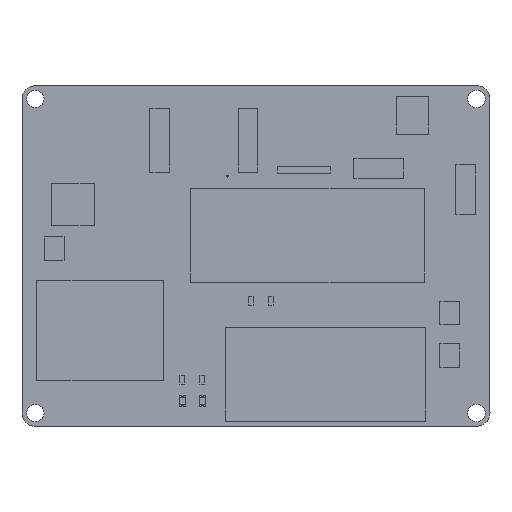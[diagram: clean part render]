
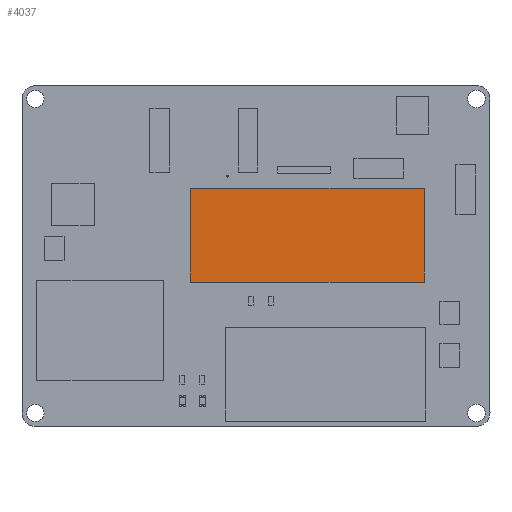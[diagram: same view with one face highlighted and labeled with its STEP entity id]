
A CAD part, top view. The second image highlights one B-rep face of the part: STEP entity #4037.
In plain terms, the highlighted planar face has unit normal (0, 0, 1).
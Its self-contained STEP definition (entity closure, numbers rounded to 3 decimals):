
#720=FACE_OUTER_BOUND('',#1088,.T.);
#1088=EDGE_LOOP('',(#3359,#3360,#3361,#3362));
#1317=LINE('',#6556,#1636);
#1320=LINE('',#6562,#1639);
#1323=LINE('',#6568,#1642);
#1326=LINE('',#6572,#1645);
#1636=VECTOR('',#5471,10.);
#1639=VECTOR('',#5476,10.);
#1642=VECTOR('',#5481,10.);
#1645=VECTOR('',#5486,10.);
#2030=VERTEX_POINT('',#6553);
#2031=VERTEX_POINT('',#6555);
#2033=VERTEX_POINT('',#6561);
#2035=VERTEX_POINT('',#6567);
#2487=EDGE_CURVE('',#2031,#2030,#1317,.T.);
#2490=EDGE_CURVE('',#2033,#2031,#1320,.T.);
#2493=EDGE_CURVE('',#2035,#2033,#1323,.T.);
#2496=EDGE_CURVE('',#2030,#2035,#1326,.T.);
#3359=ORIENTED_EDGE('',*,*,#2496,.T.);
#3360=ORIENTED_EDGE('',*,*,#2493,.T.);
#3361=ORIENTED_EDGE('',*,*,#2490,.T.);
#3362=ORIENTED_EDGE('',*,*,#2487,.T.);
#3709=PLANE('',#4574);
#4037=ADVANCED_FACE('',(#720),#3709,.T.);
#4574=AXIS2_PLACEMENT_3D('',#6573,#5487,#5488);
#5471=DIRECTION('',(-1.,0.,0.));
#5476=DIRECTION('',(0.,1.,0.));
#5481=DIRECTION('',(1.,0.,0.));
#5486=DIRECTION('',(0.,-1.,0.));
#5487=DIRECTION('center_axis',(0.,0.,1.));
#5488=DIRECTION('ref_axis',(1.,0.,0.));
#6553=CARTESIAN_POINT('',(-22.86,8.89,0.1));
#6555=CARTESIAN_POINT('',(21.59,8.89,0.1));
#6556=CARTESIAN_POINT('',(21.59,8.89,0.1));
#6561=CARTESIAN_POINT('',(21.59,-8.89,0.1));
#6562=CARTESIAN_POINT('',(21.59,-8.89,0.1));
#6567=CARTESIAN_POINT('',(-22.86,-8.89,0.1));
#6568=CARTESIAN_POINT('',(-22.86,-8.89,0.1));
#6572=CARTESIAN_POINT('',(-22.86,8.89,0.1));
#6573=CARTESIAN_POINT('Origin',(-0.635,0.,0.1));
